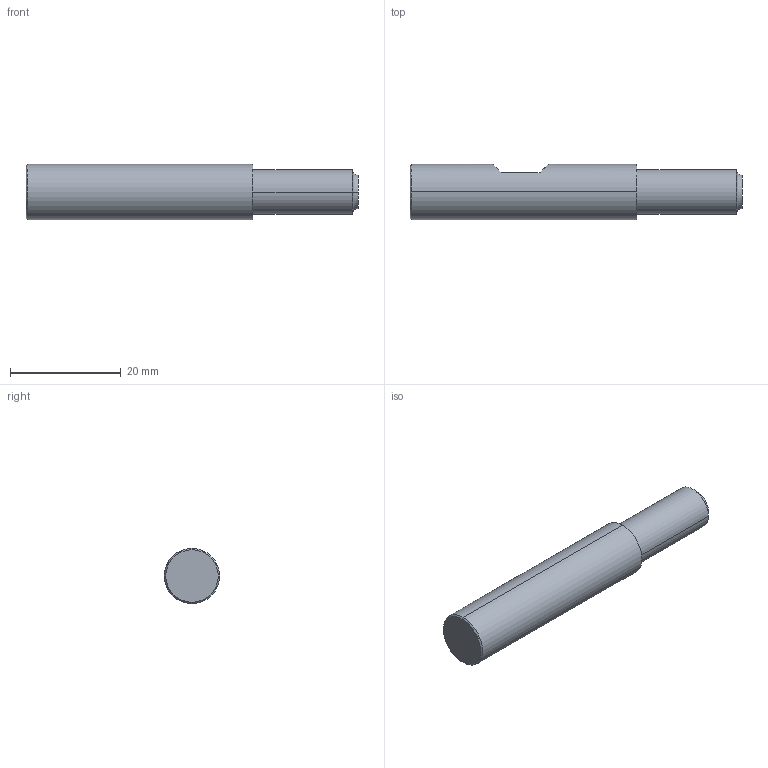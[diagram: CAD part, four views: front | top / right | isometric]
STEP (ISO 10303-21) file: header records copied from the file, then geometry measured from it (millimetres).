
FILE_DESCRIPTION((''),'2;1');
FILE_NAME('50248010_ASM','2019-08-28T15:28:26',('schmidtst'),(''),'CREO PARAMETRIC BY PTC INC, 2018400','CREO PARAMETRIC BY PTC INC, 2018400','');
FILE_SCHEMA(('AUTOMOTIVE_DESIGN { 1 0 10303 214 1 1 1 1 }'));
Length unit declared in the file: millimetre
Products named in the file (3): 50248010NC; 50248010C; 50248010_ASM
Assembly tree (2 placements, depth 2):
  50248010_ASM
    50248010NC
    50248010C
Bounding box: 60 x 10 x 10 mm (x, y, z)
Volume: 3158.5 mm3; surface area: 2004 mm2
Topology: 1 solids, 2 shells, 15 faces, 29 edges, 20 vertices
Faces by surface type: plane 7, cylinder 4, cone 2, torus 2
Entity records: 1563 total; most frequent: DIRECTION 150, PROPERTY_DEFINITION 130, REPRESENTATION 128, PROPERTY_DEFINITION_REPRESENTATION 128, CARTESIAN_POINT 122, DESCRIPTIVE_REPRESENTATION_ITEM 86, GENERAL_PROPERTY 83, GENERAL_PROPERTY_ASSOCIATION 83
